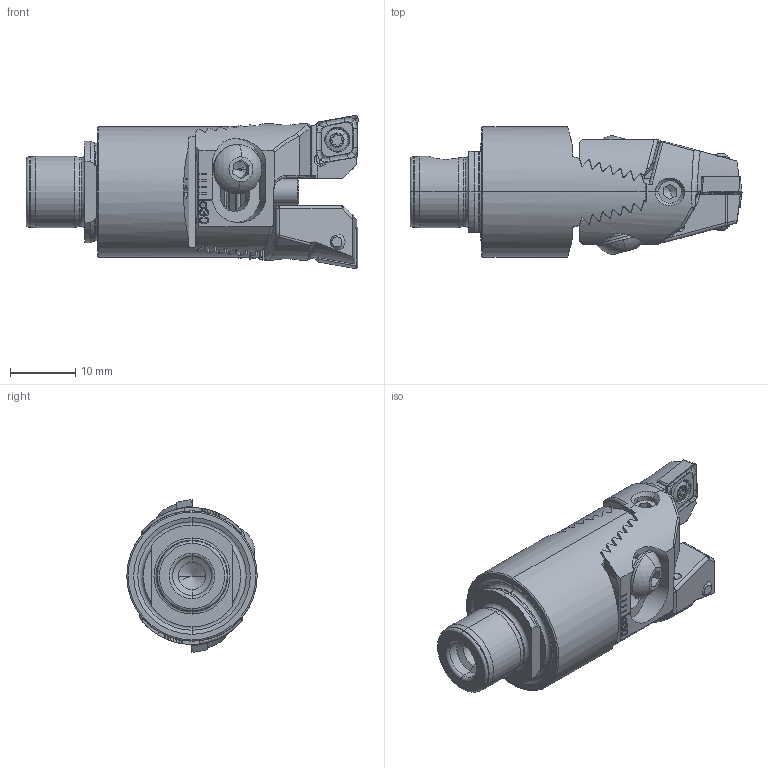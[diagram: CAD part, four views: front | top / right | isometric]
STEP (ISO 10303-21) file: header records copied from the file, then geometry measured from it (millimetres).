
FILE_DESCRIPTION (( 'STEP AP203' ), '1' );
FILE_NAME ('142.200.000.STEP', '2018-03-02T08:25:25', ( 'SWIAdmin' ), ( 'Hewlett-Packard Company' ), 'SwSTEP 2.0', 'SolidWorks 2017', '' );
FILE_SCHEMA (( 'CONFIG_CONTROL_DESIGN' ));
Length unit declared in the file: millimetre
Products named in the file (11): Z20-ER2.001.013_A; MB1-Z20.K21.040_B; 142.200.000; Z20-ER1.002.008_A; Z20-ER1.003.008_A_gespannt; Z20-ER1.001.008; Z20-xxx.001.015_D; WCA-ER2.001.006_A; CCMT060204; Z20-WCA.001.015; Z20-ER3.001.007_A
Assembly tree (15 placements, depth 3):
  142.200.000
    MB1-Z20.K21.040_B
    Z20-ER1.001.008  x2
      Z20-ER1.002.008_A
      Z20-ER1.003.008_A_gespannt
    Z20-WCA.001.015
      Z20-xxx.001.015_D  x2
      WCA-ER2.001.006_A  x2
      CCMT060204  x2
      Z20-ER3.001.007_A  x2
    Z20-ER2.001.013_A
Bounding box: 51 x 20 x 23.5 mm (x, y, z)
Volume: 9834.8 mm3; surface area: 7389.3 mm2
Topology: 14 solids, 14 shells, 943 faces, 2476 edges, 1548 vertices
Faces by surface type: plane 418, cylinder 230, cone 117, bspline 108, torus 50, sphere 20
Entity records: 23588 total; most frequent: CARTESIAN_POINT 8655, ORIENTED_EDGE 3166, DIRECTION 2517, EDGE_CURVE 1583, VERTEX_POINT 1002, AXIS2_PLACEMENT_3D 923, LINE 671, VECTOR 671
